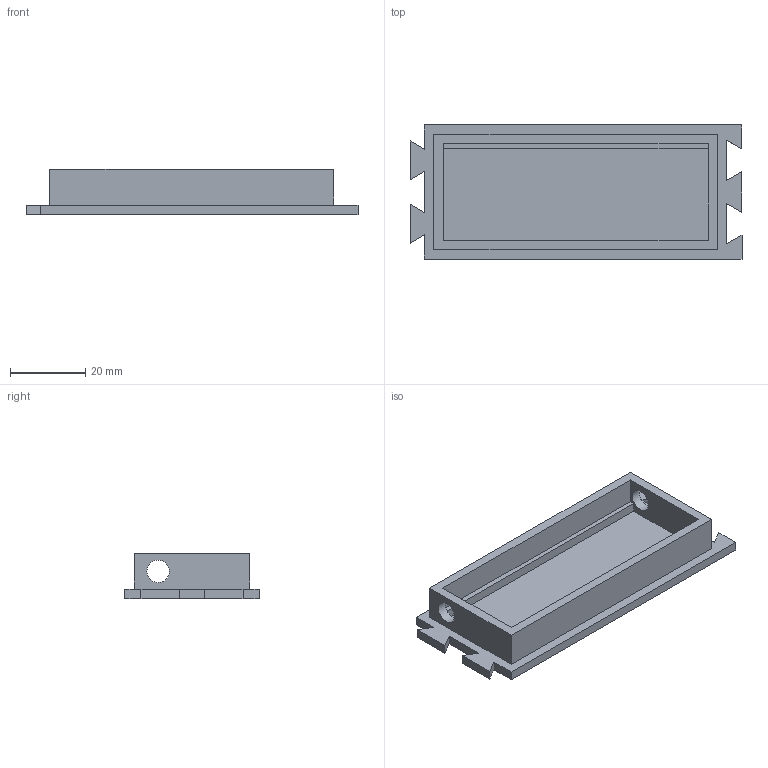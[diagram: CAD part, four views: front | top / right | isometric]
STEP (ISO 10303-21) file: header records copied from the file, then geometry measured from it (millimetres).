
FILE_DESCRIPTION(('FreeCAD Model'),'2;1');
FILE_NAME('Open CASCADE Shape Model','2025-02-17T11:38:10',(''),(''), 'Open CASCADE STEP processor 7.7','FreeCAD','Unknown');
FILE_SCHEMA(('AUTOMOTIVE_DESIGN { 1 0 10303 214 1 1 1 1 }'));
Length unit declared in the file: millimetre
Products named in the file (1): Middle
Bounding box: 88.35 x 35.7 x 12 mm (x, y, z)
Volume: 12431.6 mm3; surface area: 10579.3 mm2
Topology: 1 solids, 1 shells, 36 faces, 96 edges, 64 vertices
Faces by surface type: plane 34, cylinder 2
Full cylindrical faces by diameter (mm): 6 x2
Entity records: 1134 total; most frequent: CARTESIAN_POINT 197, ORIENTED_EDGE 192, DIRECTION 174, EDGE_CURVE 96, LINE 92, VECTOR 92, VERTEX_POINT 64, FACE_BOUND 42
